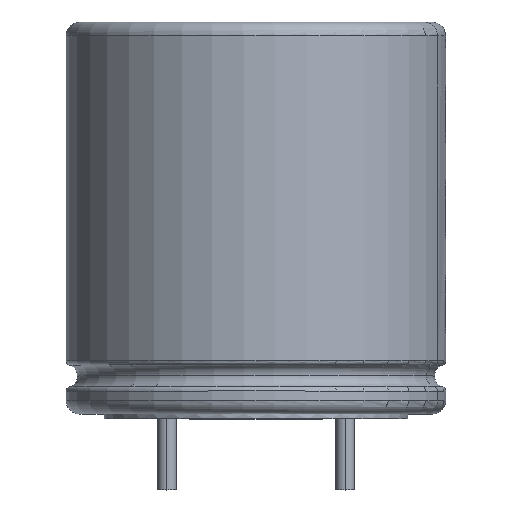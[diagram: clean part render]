
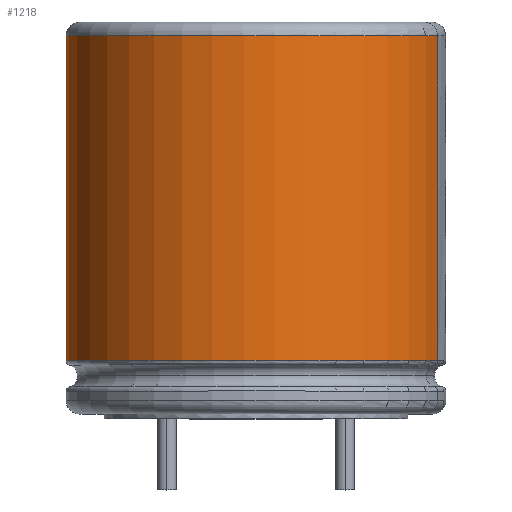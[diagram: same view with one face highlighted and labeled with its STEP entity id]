
A CAD part, top view. The second image highlights one B-rep face of the part: STEP entity #1218.
In plain terms, the highlighted cylindrical face has radius 8 mm (diameter 16 mm), a partial arc.
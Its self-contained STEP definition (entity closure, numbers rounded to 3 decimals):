
#133 = FACE_OUTER_BOUND ( 'NONE', #1918, .T. ) ;
#148 = CARTESIAN_POINT ( 'NONE',  ( 0., 16.124, 0. ) ) ;
#162 = ORIENTED_EDGE ( 'NONE', *, *, #457, .F. ) ;
#238 = ORIENTED_EDGE ( 'NONE', *, *, #1503, .F. ) ;
#244 = CYLINDRICAL_SURFACE ( 'NONE', #1779, 8. ) ;
#276 = DIRECTION ( 'NONE',  ( -1., 0., 0. ) ) ;
#286 = EDGE_CURVE ( 'NONE', #1837, #633, #1980, .T. ) ;
#457 = EDGE_CURVE ( 'NONE', #1514, #633, #1997, .T. ) ;
#503 = CARTESIAN_POINT ( 'NONE',  ( -8., 16.124, 0. ) ) ;
#559 = DIRECTION ( 'NONE',  ( 0., -1., 0. ) ) ;
#633 = VERTEX_POINT ( 'NONE', #879 ) ;
#637 = VECTOR ( 'NONE', #1574, 1000. ) ;
#770 = ORIENTED_EDGE ( 'NONE', *, *, #1365, .F. ) ;
#797 = VECTOR ( 'NONE', #559, 1000. ) ;
#879 = CARTESIAN_POINT ( 'NONE',  ( 7.651, 2.444, 2.338 ) ) ;
#905 = ORIENTED_EDGE ( 'NONE', *, *, #286, .T. ) ;
#931 = CARTESIAN_POINT ( 'NONE',  ( -8., 2.444, 0. ) ) ;
#1016 = VERTEX_POINT ( 'NONE', #503 ) ;
#1065 = AXIS2_PLACEMENT_3D ( 'NONE', #1767, #1603, #1589 ) ;
#1088 = CARTESIAN_POINT ( 'NONE',  ( -8., 16.7, 0. ) ) ;
#1168 = DIRECTION ( 'NONE',  ( 0., 1., 0. ) ) ;
#1214 = DIRECTION ( 'NONE',  ( 0., 1., 0. ) ) ;
#1218 = ADVANCED_FACE ( 'NONE', ( #133 ), #244, .T. ) ;
#1306 = AXIS2_PLACEMENT_3D ( 'NONE', #148, #1214, #276 ) ;
#1365 = EDGE_CURVE ( 'NONE', #1016, #1514, #1715, .T. ) ;
#1483 = DIRECTION ( 'NONE',  ( -1., 0., 0. ) ) ;
#1503 = EDGE_CURVE ( 'NONE', #1837, #1016, #1973, .T. ) ;
#1514 = VERTEX_POINT ( 'NONE', #1915 ) ;
#1574 = DIRECTION ( 'NONE',  ( 0., 1., 0. ) ) ;
#1589 = DIRECTION ( 'NONE',  ( -1., 0., 0. ) ) ;
#1603 = DIRECTION ( 'NONE',  ( 0., 1., 0. ) ) ;
#1715 = CIRCLE ( 'NONE', #1306, 8. ) ;
#1767 = CARTESIAN_POINT ( 'NONE',  ( 0., 2.444, 0. ) ) ;
#1779 = AXIS2_PLACEMENT_3D ( 'NONE', #1953, #1168, #1483 ) ;
#1837 = VERTEX_POINT ( 'NONE', #931 ) ;
#1915 = CARTESIAN_POINT ( 'NONE',  ( 7.651, 16.124, 2.338 ) ) ;
#1918 = EDGE_LOOP ( 'NONE', ( #238, #905, #162, #770 ) ) ;
#1953 = CARTESIAN_POINT ( 'NONE',  ( 0., 16.7, 0. ) ) ;
#1960 = CARTESIAN_POINT ( 'NONE',  ( 7.651, 16.7, 2.338 ) ) ;
#1973 = LINE ( 'NONE', #1088, #637 ) ;
#1980 = CIRCLE ( 'NONE', #1065, 8. ) ;
#1997 = LINE ( 'NONE', #1960, #797 ) ;
